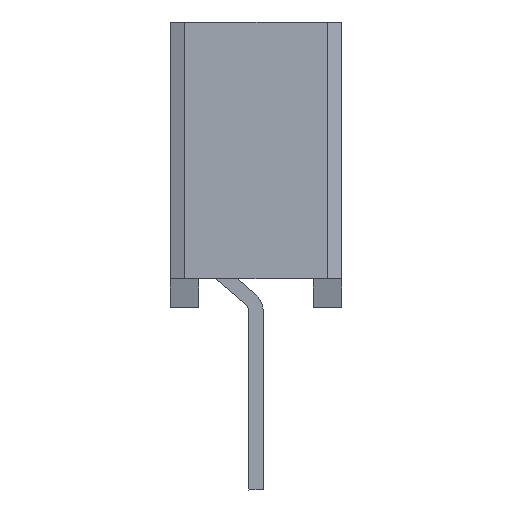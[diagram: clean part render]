
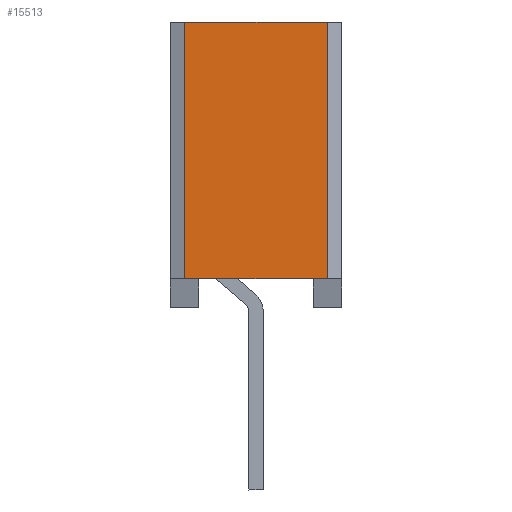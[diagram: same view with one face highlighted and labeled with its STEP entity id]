
A CAD part, left-side view. The second image highlights one B-rep face of the part: STEP entity #15513.
In plain terms, the highlighted planar face has unit normal (-1, 0, 0).
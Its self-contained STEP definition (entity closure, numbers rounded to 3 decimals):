
#433=FACE_OUTER_BOUND('',#1237,.T.);
#1237=EDGE_LOOP('',(#10973,#10974,#10975,#10976));
#2171=LINE('',#21467,#4219);
#2435=LINE('',#22015,#4483);
#2644=LINE('',#22384,#4692);
#2816=LINE('',#22710,#4864);
#4219=VECTOR('',#17493,39.37);
#4483=VECTOR('',#17977,39.37);
#4692=VECTOR('',#18188,39.37);
#4864=VECTOR('',#18370,39.37);
#6217=VERTEX_POINT('',#21465);
#6218=VERTEX_POINT('',#21466);
#6392=VERTEX_POINT('',#22013);
#6551=VERTEX_POINT('',#22383);
#7691=EDGE_CURVE('',#6217,#6218,#2171,.T.);
#7955=EDGE_CURVE('',#6392,#6218,#2435,.T.);
#8164=EDGE_CURVE('',#6551,#6217,#2644,.T.);
#8336=EDGE_CURVE('',#6392,#6551,#2816,.T.);
#10973=ORIENTED_EDGE('',*,*,#8336,.T.);
#10974=ORIENTED_EDGE('',*,*,#8164,.T.);
#10975=ORIENTED_EDGE('',*,*,#7691,.T.);
#10976=ORIENTED_EDGE('',*,*,#7955,.F.);
#13991=PLANE('',#16323);
#15513=ADVANCED_FACE('',(#433),#13991,.F.);
#16323=AXIS2_PLACEMENT_3D('',#22709,#18368,#18369);
#17493=DIRECTION('',(0.,1.,0.));
#17977=DIRECTION('',(0.,0.,1.));
#18188=DIRECTION('',(0.,0.,1.));
#18368=DIRECTION('center_axis',(1.,0.,0.));
#18369=DIRECTION('ref_axis',(0.,0.,-1.));
#18370=DIRECTION('',(0.,-1.,0.));
#21465=CARTESIAN_POINT('',(-27.94,0.508,1.27));
#21466=CARTESIAN_POINT('',(-27.94,5.08,1.27));
#21467=CARTESIAN_POINT('',(-27.94,5.08,1.27));
#22013=CARTESIAN_POINT('',(-27.94,5.08,-1.27));
#22015=CARTESIAN_POINT('',(-27.94,5.08,-1.524));
#22383=CARTESIAN_POINT('',(-27.94,0.508,-1.27));
#22384=CARTESIAN_POINT('',(-27.94,0.508,-1.016));
#22709=CARTESIAN_POINT('Origin',(-27.94,5.08,-1.524));
#22710=CARTESIAN_POINT('',(-27.94,5.08,-1.27));
